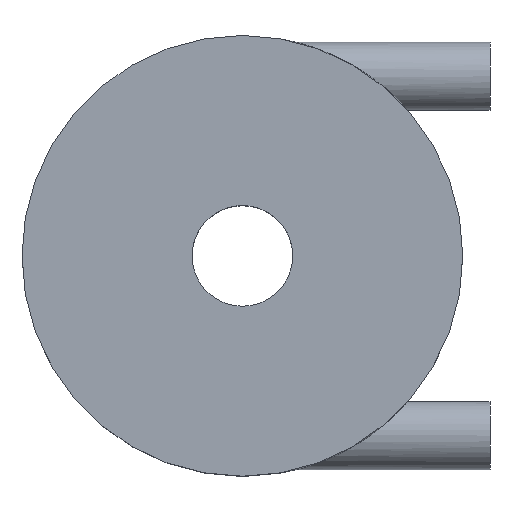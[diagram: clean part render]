
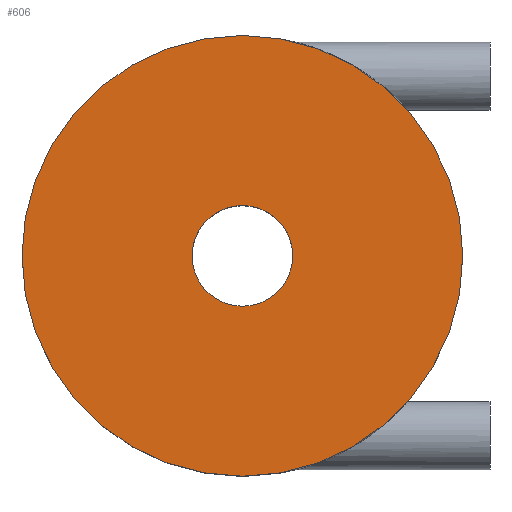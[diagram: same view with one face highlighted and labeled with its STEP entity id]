
A CAD part, top view. The second image highlights one B-rep face of the part: STEP entity #606.
In plain terms, the highlighted planar face has unit normal (0, 0, 1).
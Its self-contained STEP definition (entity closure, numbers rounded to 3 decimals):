
#40=FACE_BOUND('',#114,.T.);
#74=FACE_OUTER_BOUND('',#113,.T.);
#113=EDGE_LOOP('',(#553));
#114=EDGE_LOOP('',(#554));
#247=CIRCLE('',#680,3.7);
#248=CIRCLE('',#682,16.2);
#301=VERTEX_POINT('',#1105);
#302=VERTEX_POINT('',#1109);
#384=EDGE_CURVE('',#301,#301,#247,.T.);
#386=EDGE_CURVE('',#302,#302,#248,.T.);
#553=ORIENTED_EDGE('',*,*,#386,.T.);
#554=ORIENTED_EDGE('',*,*,#384,.T.);
#572=PLANE('',#685);
#606=ADVANCED_FACE('',(#74,#40),#572,.F.);
#680=AXIS2_PLACEMENT_3D('',#1107,#855,#856);
#682=AXIS2_PLACEMENT_3D('',#1111,#860,#861);
#685=AXIS2_PLACEMENT_3D('',#1114,#866,#867);
#855=DIRECTION('center_axis',(0.,0.,-1.));
#856=DIRECTION('ref_axis',(1.,0.,0.));
#860=DIRECTION('center_axis',(0.,0.,1.));
#861=DIRECTION('ref_axis',(1.,0.,0.));
#866=DIRECTION('center_axis',(0.,0.,-1.));
#867=DIRECTION('ref_axis',(1.,0.,0.));
#1105=CARTESIAN_POINT('',(-3.7,0.,31.));
#1107=CARTESIAN_POINT('Origin',(0.,0.,31.));
#1109=CARTESIAN_POINT('',(-16.2,0.,31.));
#1111=CARTESIAN_POINT('Origin',(0.,0.,31.));
#1114=CARTESIAN_POINT('Origin',(0.,0.,31.));
